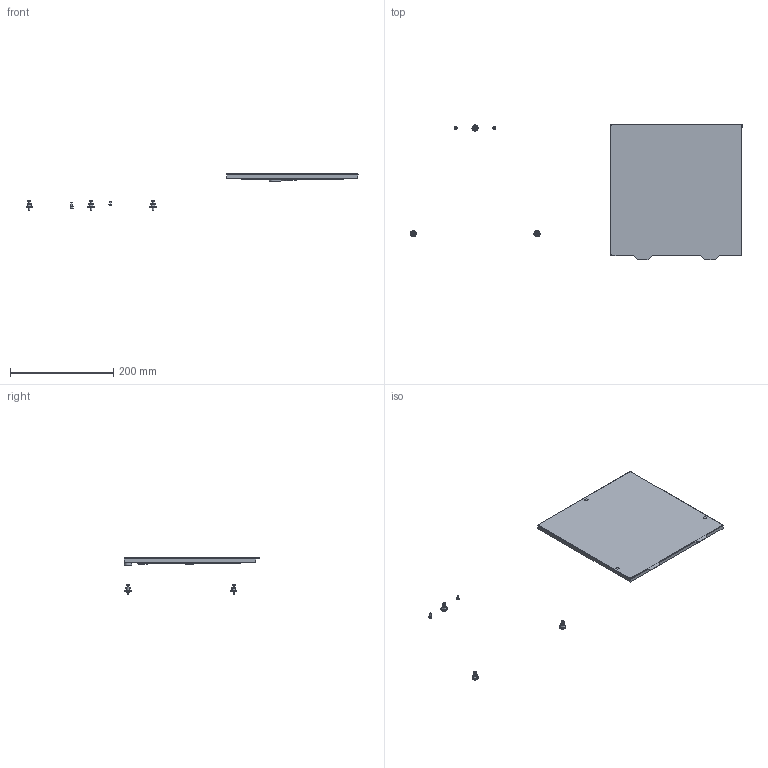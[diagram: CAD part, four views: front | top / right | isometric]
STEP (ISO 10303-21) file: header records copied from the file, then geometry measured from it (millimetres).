
FILE_DESCRIPTION(/* description */ (''),/* implementation_level */ '2;1');
FILE_NAME(/* name */ 'Bed Components.step',/* time_stamp */ '2025-08-06T09:02:53-05:00',/* author */ (''),/* organization */ (''),/* preprocessor_version */ 'ST-DEVELOPER v20.1',/* originating_system */ 'Autodesk Translation Framework v14.10.0.0',/* authorisation */ '');
FILE_SCHEMA (('AUTOMOTIVE_DESIGN { 1 0 10303 214 3 1 1 }'));
Length unit declared in the file: millimetre
Products named in the file (10): Bed Components; Bed heater; Flex Sheet; Magnet Sheet; 250mm MIC6 Bed; Thermal Fuse; M3x8 SHCS; M3x6 BHCS; M3x16 SHCS; M4 Knurled Nut
Assembly tree (13 placements, depth 3):
  Bed Components
    Bed heater
    Flex Sheet
    Magnet Sheet
    250mm MIC6 Bed
      Thermal Fuse
    M3x8 SHCS
    M3x6 BHCS
    M3x16 SHCS  x3
    M4 Knurled Nut  x3
Bounding box: 643 x 262 x 70.42 mm (x, y, z)
Volume: 619282 mm3; surface area: 481565.9 mm2
Topology: 13 solids, 13 shells, 216 faces, 453 edges, 286 vertices
Faces by surface type: plane 109, cylinder 58, cone 39, torus 9, sphere 1
Full cylindrical faces by diameter (mm): 1.2 x2, 2.3 x2, 2.529 x2, 3 x7, 3.4 x3, 4 x5, 5 x1, 5.5 x4, 5.7 x1, 6.5 x6, 8 x3, 12 x3
Entity records: 4804 total; most frequent: DIRECTION 830, CARTESIAN_POINT 808, ORIENTED_EDGE 688, EDGE_CURVE 344, AXIS2_PLACEMENT_3D 317, VERTEX_POINT 216, EDGE_LOOP 206, LINE 196
